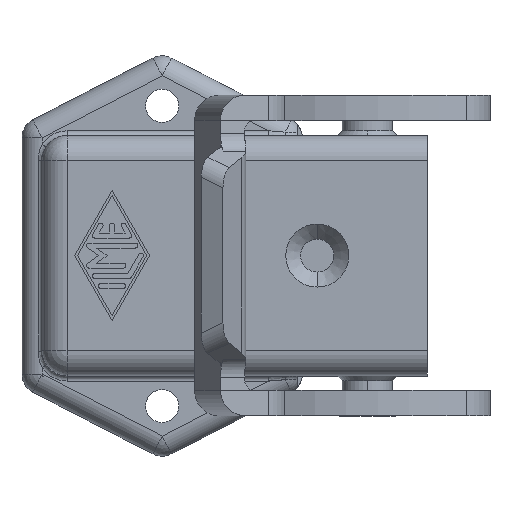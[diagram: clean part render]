
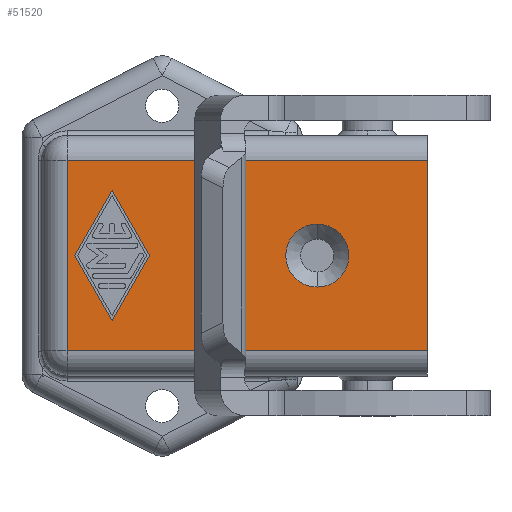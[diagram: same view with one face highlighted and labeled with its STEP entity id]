
A CAD part, top view. The second image highlights one B-rep face of the part: STEP entity #51520.
In plain terms, the highlighted planar face has unit normal (0, 0, 1).
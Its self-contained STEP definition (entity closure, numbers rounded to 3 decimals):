
#11350=CARTESIAN_POINT('',(-9.5,-9.5,26.5));
#11360=VERTEX_POINT('',#11350);
#11390=CARTESIAN_POINT('',(26.5,-9.5,26.5));
#11400=DIRECTION('',(-1.,0.,0.));
#11410=VECTOR('',#11400,36.);
#11420=LINE('',#11390,#11410);
#11430=CARTESIAN_POINT('',(26.5,-9.5,26.5));
#11440=VERTEX_POINT('',#11430);
#11450=EDGE_CURVE('',#11440,#11360,#11420,.T.);
#11770=CARTESIAN_POINT('',(26.5,9.5,26.5));
#11780=VERTEX_POINT('',#11770);
#11810=CARTESIAN_POINT('',(-9.5,9.5,26.5));
#11820=DIRECTION('',(1.,0.,0.));
#11830=VECTOR('',#11820,36.);
#11840=LINE('',#11810,#11830);
#11850=CARTESIAN_POINT('',(-9.5,9.5,26.5));
#11860=VERTEX_POINT('',#11850);
#11870=EDGE_CURVE('',#11860,#11780,#11840,.T.);
#12740=CARTESIAN_POINT('',(-9.5,-9.5,26.5));
#12750=DIRECTION('',(0.,1.,0.));
#12760=VECTOR('',#12750,19.);
#12770=LINE('',#12740,#12760);
#12780=EDGE_CURVE('',#11360,#11860,#12770,.T.);
#32670=CARTESIAN_POINT('',(15.5,-3.15,26.5));
#32680=VERTEX_POINT('',#32670);
#32710=CARTESIAN_POINT('',(15.5,0.,26.5));
#32720=DIRECTION('',(0.,0.,-1.));
#32730=DIRECTION('',(0.,-1.,0.));
#32740=AXIS2_PLACEMENT_3D('',#32710,#32720,#32730);
#32750=CIRCLE('',#32740,3.15);
#32760=CARTESIAN_POINT('',(15.5,3.15,26.5));
#32770=VERTEX_POINT('',#32760);
#32780=EDGE_CURVE('',#32680,#32770,#32750,.T.);
#43540=CARTESIAN_POINT('',(-1.25,0.,26.5));
#43550=VERTEX_POINT('',#43540);
#43600=CARTESIAN_POINT('',(-1.25,0.,26.5));
#43610=DIRECTION('',(-0.5,-0.866,0.));
#43620=VECTOR('',#43610,7.504);
#43630=LINE('',#43600,#43620);
#43640=CARTESIAN_POINT('',(-5.,-6.5,26.5));
#43650=VERTEX_POINT('',#43640);
#43660=EDGE_CURVE('',#43550,#43650,#43630,.T.);
#43940=CARTESIAN_POINT('',(-5.,6.5,26.5));
#43950=VERTEX_POINT('',#43940);
#44000=CARTESIAN_POINT('',(-5.,6.5,26.5));
#44010=DIRECTION('',(0.5,-0.866,0.));
#44020=VECTOR('',#44010,7.504);
#44030=LINE('',#44000,#44020);
#44040=EDGE_CURVE('',#43950,#43550,#44030,.T.);
#44250=CARTESIAN_POINT('',(-8.75,0.,26.5));
#44260=VERTEX_POINT('',#44250);
#44310=CARTESIAN_POINT('',(-8.75,0.,26.5));
#44320=DIRECTION('',(0.5,0.866,0.));
#44330=VECTOR('',#44320,7.504);
#44340=LINE('',#44310,#44330);
#44350=EDGE_CURVE('',#44260,#43950,#44340,.T.);
#44530=CARTESIAN_POINT('',(-5.,-6.5,26.5));
#44540=DIRECTION('',(-0.5,0.866,0.));
#44550=VECTOR('',#44540,7.504);
#44560=LINE('',#44530,#44550);
#44570=EDGE_CURVE('',#43650,#44260,#44560,.T.);
#51250=CARTESIAN_POINT('',(0.,0.,26.5));
#51260=DIRECTION('',(0.,0.,1.));
#51270=DIRECTION('',(1.,0.,0.));
#51280=AXIS2_PLACEMENT_3D('',#51250,#51260,#51270);
#51290=PLANE('',#51280);
#51300=ORIENTED_EDGE('',*,*,#11870,.F.);
#51310=CARTESIAN_POINT('',(26.5,-9.5,26.5));
#51320=DIRECTION('',(0.,1.,0.));
#51330=VECTOR('',#51320,19.);
#51340=LINE('',#51310,#51330);
#51350=EDGE_CURVE('',#11440,#11780,#51340,.T.);
#51360=ORIENTED_EDGE('',*,*,#51350,.T.);
#51370=ORIENTED_EDGE('',*,*,#11450,.F.);
#51380=ORIENTED_EDGE('',*,*,#12780,.F.);
#51390=EDGE_LOOP('',(#51380,#51370,#51360,#51300));
#51400=FACE_OUTER_BOUND('',#51390,.T.);
#51410=EDGE_CURVE('',#32770,#32680,#32750,.T.);
#51420=ORIENTED_EDGE('',*,*,#51410,.T.);
#51430=ORIENTED_EDGE('',*,*,#32780,.T.);
#51440=EDGE_LOOP('',(#51430,#51420));
#51450=FACE_BOUND('',#51440,.T.);
#51460=ORIENTED_EDGE('',*,*,#44040,.T.);
#51470=ORIENTED_EDGE('',*,*,#44350,.T.);
#51480=ORIENTED_EDGE('',*,*,#44570,.T.);
#51490=ORIENTED_EDGE('',*,*,#43660,.T.);
#51500=EDGE_LOOP('',(#51490,#51480,#51470,#51460));
#51510=FACE_BOUND('',#51500,.T.);
#51520=ADVANCED_FACE('',(#51400,#51450,#51510),#51290,.T.);
